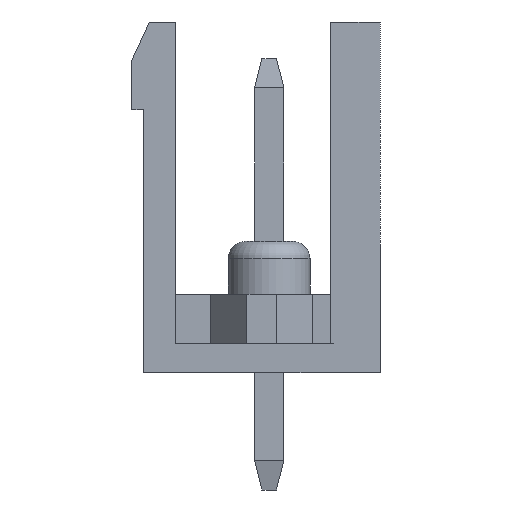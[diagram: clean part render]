
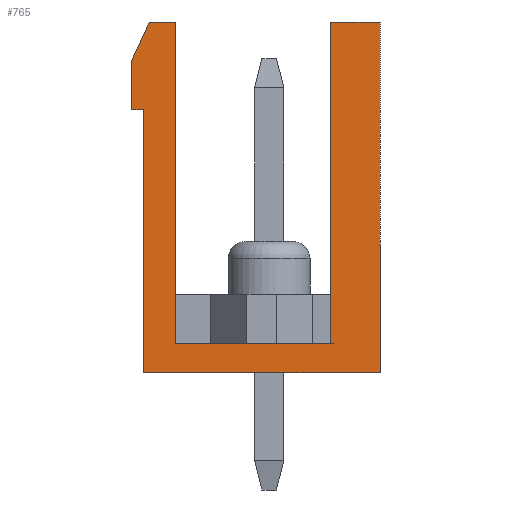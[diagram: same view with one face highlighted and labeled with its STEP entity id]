
A CAD part, left-side view. The second image highlights one B-rep face of the part: STEP entity #765.
In plain terms, the highlighted planar face has unit normal (-1, 0, 0).
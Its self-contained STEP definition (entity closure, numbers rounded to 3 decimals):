
#765 = ADVANCED_FACE( '', ( #1608 ), #1609, .T. );
#1608 = FACE_OUTER_BOUND( '', #2548, .T. );
#1609 = PLANE( '', #2549 );
#2548 = EDGE_LOOP( '', ( #4646, #4647, #4648, #4649, #4650, #4651, #4652, #4653, #4654, #4655, #4656 ) );
#2549 = AXIS2_PLACEMENT_3D( '', #4657, #4658, #4659 );
#4646 = ORIENTED_EDGE( '', *, *, #6156, .T. );
#4647 = ORIENTED_EDGE( '', *, *, #6576, .T. );
#4648 = ORIENTED_EDGE( '', *, *, #6396, .T. );
#4649 = ORIENTED_EDGE( '', *, *, #6469, .T. );
#4650 = ORIENTED_EDGE( '', *, *, #6684, .F. );
#4651 = ORIENTED_EDGE( '', *, *, #6491, .T. );
#4652 = ORIENTED_EDGE( '', *, *, #6685, .T. );
#4653 = ORIENTED_EDGE( '', *, *, #6322, .T. );
#4654 = ORIENTED_EDGE( '', *, *, #6686, .T. );
#4655 = ORIENTED_EDGE( '', *, *, #6242, .F. );
#4656 = ORIENTED_EDGE( '', *, *, #5878, .F. );
#4657 = CARTESIAN_POINT( '', ( -20., 0., 0. ) );
#4658 = DIRECTION( '', ( -1., 0., 0. ) );
#4659 = DIRECTION( '', ( 0., 0., 1. ) );
#5878 = EDGE_CURVE( '', #7066, #7068, #7069, .T. );
#6156 = EDGE_CURVE( '', #7066, #7547, #7549, .T. );
#6242 = EDGE_CURVE( '', #7068, #7687, #7693, .T. );
#6322 = EDGE_CURVE( '', #7822, #7820, #7823, .T. );
#6396 = EDGE_CURVE( '', #7930, #7928, #7931, .F. );
#6469 = EDGE_CURVE( '', #7928, #8046, #8048, .T. );
#6491 = EDGE_CURVE( '', #8082, #8080, #8083, .T. );
#6576 = EDGE_CURVE( '', #7547, #7930, #8197, .T. );
#6684 = EDGE_CURVE( '', #8082, #8046, #8335, .T. );
#6685 = EDGE_CURVE( '', #8080, #7822, #8336, .T. );
#6686 = EDGE_CURVE( '', #7820, #7687, #8337, .T. );
#7066 = VERTEX_POINT( '', #8810 );
#7068 = VERTEX_POINT( '', #8813 );
#7069 = LINE( '', #8814, #8815 );
#7547 = VERTEX_POINT( '', #9502 );
#7549 = LINE( '', #9505, #9506 );
#7687 = VERTEX_POINT( '', #9717 );
#7693 = LINE( '', #9724, #9725 );
#7820 = VERTEX_POINT( '', #9910 );
#7822 = VERTEX_POINT( '', #9913 );
#7823 = LINE( '', #9914, #9915 );
#7928 = VERTEX_POINT( '', #10073 );
#7930 = VERTEX_POINT( '', #10076 );
#7931 = LINE( '', #10077, #10078 );
#8046 = VERTEX_POINT( '', #10256 );
#8048 = LINE( '', #10259, #10260 );
#8080 = VERTEX_POINT( '', #10306 );
#8082 = VERTEX_POINT( '', #10309 );
#8083 = LINE( '', #10310, #10311 );
#8197 = LINE( '', #10482, #10483 );
#8335 = LINE( '', #10684, #10685 );
#8336 = LINE( '', #10686, #10687 );
#8337 = LINE( '', #10688, #10689 );
#8810 = CARTESIAN_POINT( '', ( -20., 2.75, -5. ) );
#8813 = CARTESIAN_POINT( '', ( -20., -2.55, -5. ) );
#8814 = CARTESIAN_POINT( '', ( -20., 2.75, -5. ) );
#8815 = VECTOR( '', #11151, 1000. );
#9502 = CARTESIAN_POINT( '', ( -20., 2.75, 6. ) );
#9505 = CARTESIAN_POINT( '', ( -20., 2.75, -5. ) );
#9506 = VECTOR( '', #11422, 1000. );
#9717 = CARTESIAN_POINT( '', ( -20., -2.55, 6. ) );
#9724 = CARTESIAN_POINT( '', ( -20., -2.55, -5. ) );
#9725 = VECTOR( '', #11506, 1000. );
#9910 = CARTESIAN_POINT( '', ( -20., -4.25, 6. ) );
#9913 = CARTESIAN_POINT( '', ( -20., -4.25, -6. ) );
#9914 = CARTESIAN_POINT( '', ( -20., -4.25, -6. ) );
#9915 = VECTOR( '', #11578, 1000. );
#10073 = CARTESIAN_POINT( '', ( -20., 4.25, 4.7 ) );
#10076 = CARTESIAN_POINT( '', ( -20., 3.65, 6. ) );
#10077 = CARTESIAN_POINT( '', ( -20., 5.292, 2.442 ) );
#10078 = VECTOR( '', #11639, 1000. );
#10256 = CARTESIAN_POINT( '', ( -20., 4.25, 3. ) );
#10259 = CARTESIAN_POINT( '', ( -20., 4.25, 6. ) );
#10260 = VECTOR( '', #11707, 1000. );
#10306 = CARTESIAN_POINT( '', ( -20., 3.85, -6. ) );
#10309 = CARTESIAN_POINT( '', ( -20., 3.85, 3. ) );
#10310 = CARTESIAN_POINT( '', ( -20., 3.85, 3. ) );
#10311 = VECTOR( '', #11735, 1000. );
#10482 = CARTESIAN_POINT( '', ( -20., -4.25, 6. ) );
#10483 = VECTOR( '', #11802, 1000. );
#10684 = CARTESIAN_POINT( '', ( -20., 3.85, 3. ) );
#10685 = VECTOR( '', #11890, 1000. );
#10686 = CARTESIAN_POINT( '', ( -20., 4.25, -6. ) );
#10687 = VECTOR( '', #11891, 1000. );
#10688 = CARTESIAN_POINT( '', ( -20., -4.25, 6. ) );
#10689 = VECTOR( '', #11892, 1000. );
#11151 = DIRECTION( '', ( 0., -1., 0. ) );
#11422 = DIRECTION( '', ( 0., 0., 1. ) );
#11506 = DIRECTION( '', ( 0., 0., 1. ) );
#11578 = DIRECTION( '', ( 0., 0., 1. ) );
#11639 = DIRECTION( '', ( 0., -0.419, 0.908 ) );
#11707 = DIRECTION( '', ( 0., 0., -1. ) );
#11735 = DIRECTION( '', ( 0., 0., -1. ) );
#11802 = DIRECTION( '', ( 0., 1., 0. ) );
#11890 = DIRECTION( '', ( 0., 1., 0. ) );
#11891 = DIRECTION( '', ( 0., -1., 0. ) );
#11892 = DIRECTION( '', ( 0., 1., 0. ) );
